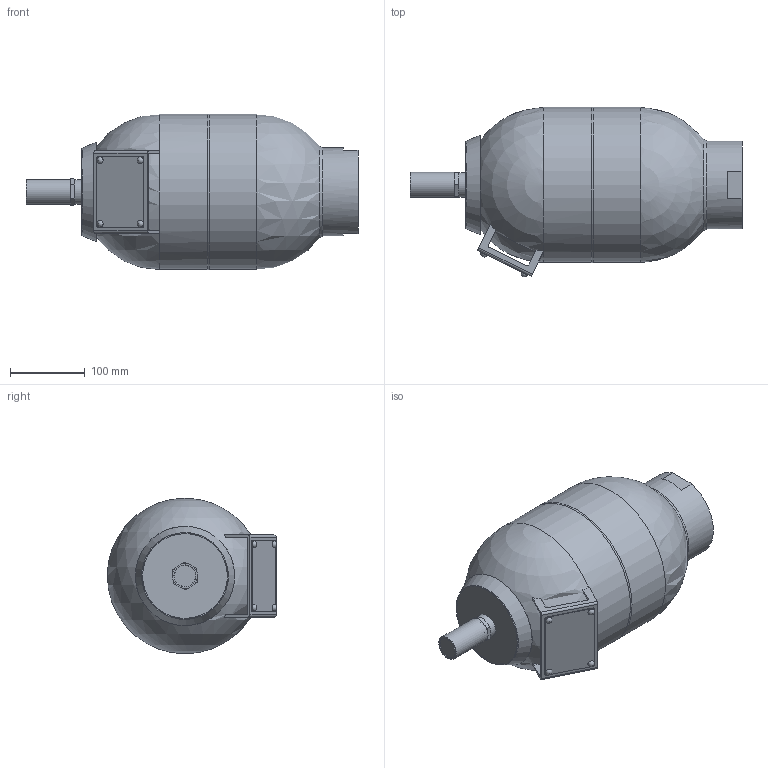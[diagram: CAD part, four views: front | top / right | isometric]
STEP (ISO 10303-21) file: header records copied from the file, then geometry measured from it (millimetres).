
FILE_DESCRIPTION((''),'2;1');
FILE_NAME('EBV_10L_40_90.stp','2013-12-19T09:50:02',('EL769727'),(''),'Autodesk Inventor 2013','Autodesk Inventor 2013','');
FILE_SCHEMA(('AUTOMOTIVE_DESIGN { 1 0 10303 214 1 1 1 1 }'));
Length unit declared in the file: millimetre
Products named in the file (15): AC109104-08540; CA107562-08590; CA107562-08590 FOND HEMISPHERIQUE COTE GAZ; CA107562-08590 FOND HÉMISPHÈRIQUE COTÉ FLUIDE; CB105641-00100; CA107562-08590 SOUDURE-2; CA107562-08590 SOUDURE-3; CA107562-08590 PLAQUE FIRME; CA107562-08590 RIVET; EC102958-00200; PF111429-05200; BP102851-00200; BP102851-00200 BOUCHON DE PROTECTION; BP102851-00200 BOUCHON PLASTIQUE; RI109116-00200
Assembly tree (17 placements, depth 3):
  AC109104-08540
    CA107562-08590
      CA107562-08590 FOND HEMISPHERIQUE COTE GAZ
      CA107562-08590 FOND HÉMISPHÈRIQUE COTÉ FLUIDE
      CB105641-00100
      CA107562-08590 SOUDURE-2
      CA107562-08590 SOUDURE-3
      CA107562-08590 PLAQUE FIRME
      CA107562-08590 RIVET  x4
    EC102958-00200
    PF111429-05200
    BP102851-00200
      BP102851-00200 BOUCHON DE PROTECTION
      BP102851-00200 BOUCHON PLASTIQUE
    RI109116-00200
Bounding box: 445.2 x 227.45 x 208.65 mm (x, y, z)
Volume: 1078164.7 mm3; surface area: 562528.2 mm2
Topology: 15 solids, 15 shells, 155 faces, 376 edges, 244 vertices
Faces by surface type: plane 59, cylinder 50, cone 25, sphere 12, torus 8, bspline 1
Full cylindrical faces by diameter (mm): 5 x4, 5.2 x4, 5.4 x4, 20.68 x1, 22.5 x2, 25 x1, 28.5 x2, 29.5 x1, 30.05 x1, 31 x1, 33 x1, 33.6 x1, 91.6 x1, 96.6 x2, 97.372 x1, 100.5 x2, 118 x3, 200 x2, 208 x2
Entity records: 4084 total; most frequent: DIRECTION 720, CARTESIAN_POINT 654, ORIENTED_EDGE 484, AXIS2_PLACEMENT_3D 319, EDGE_LOOP 244, EDGE_CURVE 242, VERTEX_POINT 190, CIRCLE 146
